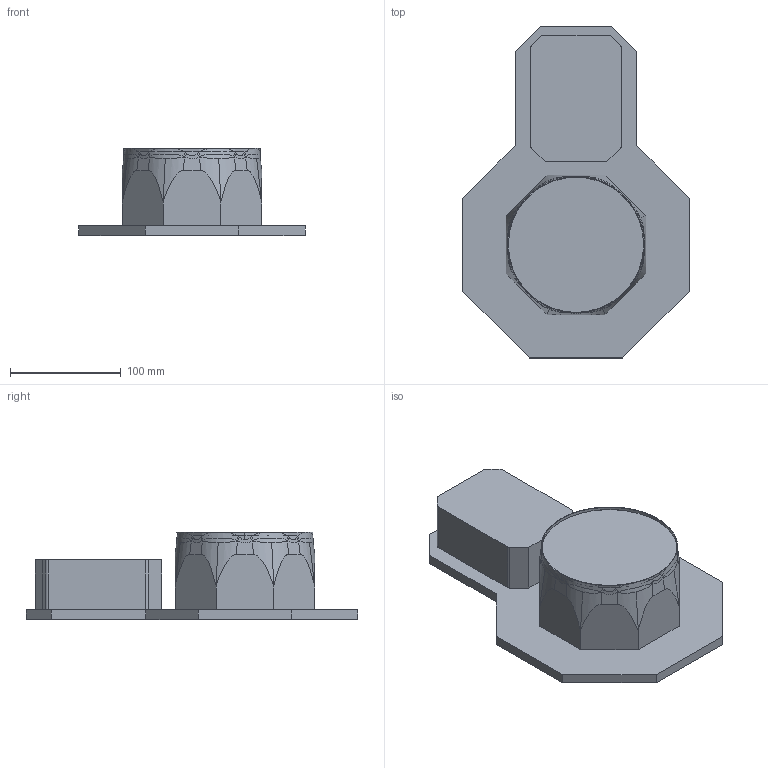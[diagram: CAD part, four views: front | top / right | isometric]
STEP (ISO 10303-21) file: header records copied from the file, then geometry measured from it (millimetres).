
FILE_DESCRIPTION (( 'STEP AP203' ), '1' );
FILE_NAME ('540 Base.step_Default_sldprt.STEP', '2022-08-26T17:15:40', ( '' ), ( '' ), 'SwSTEP 2.0', 'SolidWorks 2018', '' );
FILE_SCHEMA (( 'CONFIG_CONTROL_DESIGN' ));
Length unit declared in the file: inch
Products named in the file (1): 540 Base.step_Default_sldprt
Bounding box: 204 x 299.46 x 78.7 mm (x, y, z)
Volume: 1673446.6 mm3; surface area: 141583.8 mm2
Topology: 1 solids, 1 shells, 133 faces, 347 edges, 219 vertices
Faces by surface type: bspline 56, plane 43, cylinder 34
Entity records: 5643 total; most frequent: CARTESIAN_POINT 2879, ORIENTED_EDGE 694, EDGE_CURVE 347, DIRECTION 332, VERTEX_POINT 219, B_SPLINE_CURVE_WITH_KNOTS 173, EDGE_LOOP 136, FACE_OUTER_BOUND 133
